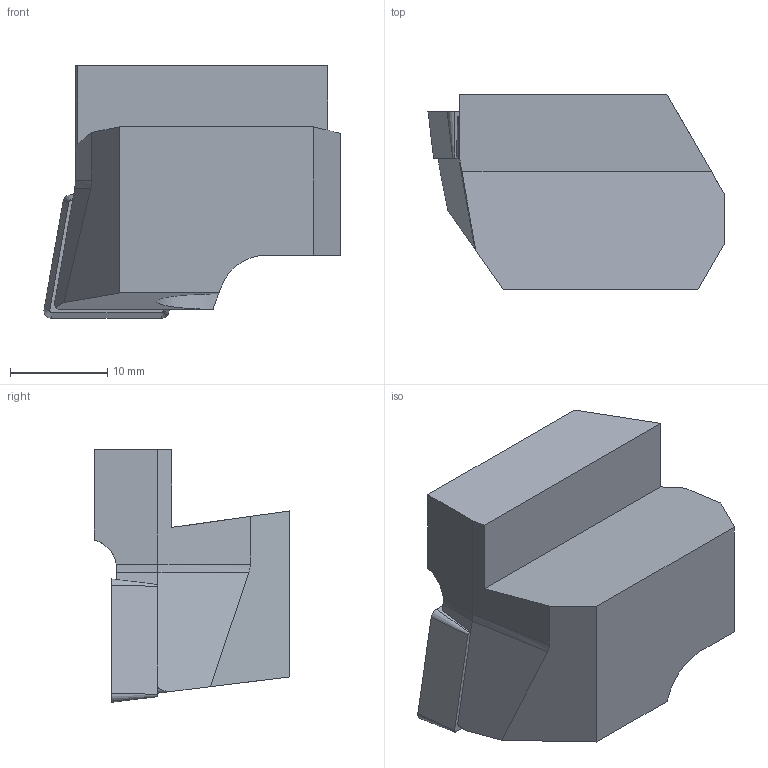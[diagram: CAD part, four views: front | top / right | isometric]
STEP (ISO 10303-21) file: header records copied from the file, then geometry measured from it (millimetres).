
FILE_DESCRIPTION(/* description */ (''),/* implementation_level */ '2;1');
FILE_NAME(/* name */ '1549622206844.stp',/* time_stamp */ '2019-02-08T11:37:04+01:00',/* author */ (''),/* organization */ ('SMS'),/* preprocessor_version */ 'ST-DEVELOPER v15',/* originating_system */ 'SIEMENS PLM Software NX 8.5',/* authorisation */ '');
FILE_SCHEMA (('AUTOMOTIVE_DESIGN { 1 0 10303 214 3 1 1 1 }'));
Length unit declared in the file: millimetre
Products named in the file (4): IsoTurningInsert; ASSEMBLY_CONSTRUCTION; 201011655mod000_00; 201011657mod000_01
Assembly tree (3 placements, depth 2):
  201011657mod000_01
    201011655mod000_00
    ASSEMBLY_CONSTRUCTION
    IsoTurningInsert
Bounding box: 30.47 x 20.08 x 26 mm (x, y, z)
Volume: 7213.3 mm3; surface area: 3755.9 mm2
Topology: 2 solids, 2 shells, 52 faces, 138 edges, 97 vertices
Faces by surface type: plane 32, cylinder 9, cone 6, torus 4, extrusion 1
Full cylindrical faces by diameter (mm): 5.5 x2
Entity records: 1779 total; most frequent: CARTESIAN_POINT 349, DIRECTION 280, ORIENTED_EDGE 250, EDGE_CURVE 125, AXIS2_PLACEMENT_3D 96, VECTOR 88, LINE 87, VERTEX_POINT 86
